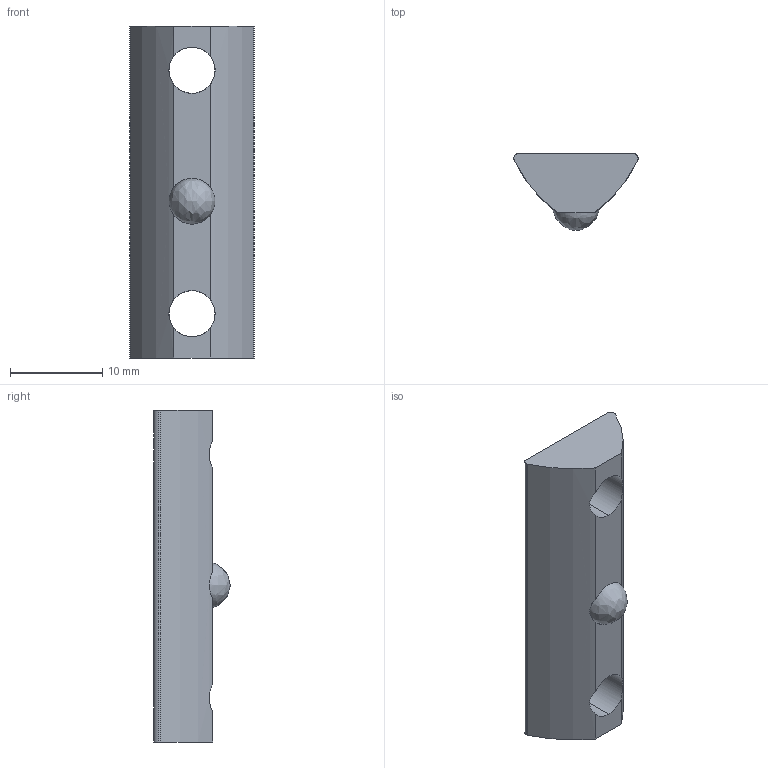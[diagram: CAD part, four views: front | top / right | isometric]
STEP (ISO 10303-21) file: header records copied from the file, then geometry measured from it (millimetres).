
FILE_DESCRIPTION (( 'STEP AP214' ), '1' );
FILE_NAME ('7218349', '2019-02-04T09:52:57', ( '' ), ('JUGARD+KÜNSTNER GmbH'), 'SwSTEP 2.0', 'SolidWorks 2017', '' );
FILE_SCHEMA (( 'AUTOMOTIVE_DESIGN' ));
Length unit declared in the file: millimetre
Products named in the file (1): 7218349_CNAJF00
Bounding box: 13.47 x 8.3 x 36 mm (x, y, z)
Volume: 2115.5 mm3; surface area: 1589.1 mm2
Topology: 2 solids, 2 shells, 25 faces, 69 edges, 46 vertices
Faces by surface type: cylinder 14, plane 8, bspline 3
Entity records: 1004 total; most frequent: CARTESIAN_POINT 264, DIRECTION 140, ORIENTED_EDGE 138, EDGE_CURVE 69, AXIS2_PLACEMENT_3D 58, VERTEX_POINT 46, CIRCLE 35, EDGE_LOOP 27
